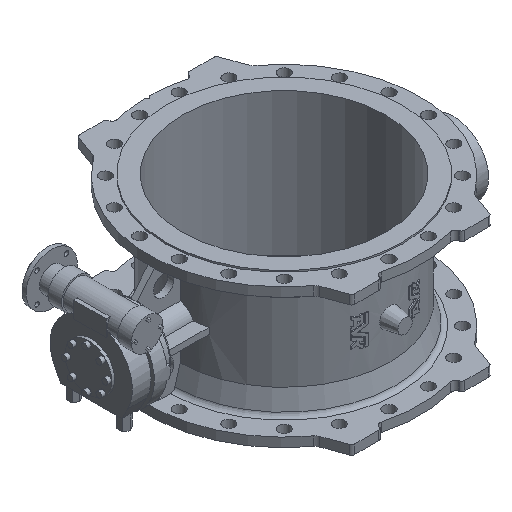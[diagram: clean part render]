
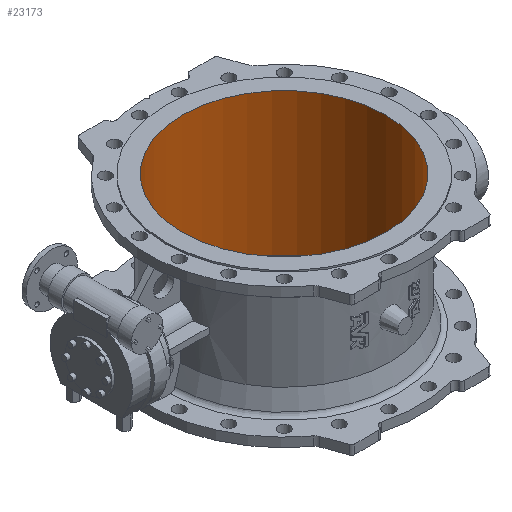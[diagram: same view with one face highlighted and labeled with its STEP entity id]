
A CAD part, isometric view. The second image highlights one B-rep face of the part: STEP entity #23173.
In plain terms, the highlighted cylindrical face has radius 250 mm (diameter 500 mm), a full revolution.
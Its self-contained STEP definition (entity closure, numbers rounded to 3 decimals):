
#3778 = FACE_OUTER_BOUND ( 'NONE', #9906, .T. ) ;
#3783 = FACE_OUTER_BOUND ( 'NONE', #9908, .T. ) ;
#3785 = CYLINDRICAL_SURFACE ( 'NONE', #5692, 250. ) ;
#5692 = AXIS2_PLACEMENT_3D ( 'NONE', #8417, #8414, #8413 ) ;
#6065 = AXIS2_PLACEMENT_3D ( 'NONE', #17232, #17233, #17234 ) ;
#6067 = AXIS2_PLACEMENT_3D ( 'NONE', #17238, #17239, #17240 ) ;
#8413 = DIRECTION ( 'NONE',  ( 1., 0., 0. ) ) ;
#8414 = DIRECTION ( 'NONE',  ( 0., 0., -1. ) ) ;
#8417 = CARTESIAN_POINT ( 'NONE',  ( 0., 0., 175. ) ) ;
#9801 = ORIENTED_EDGE ( 'NONE', *, *, #25206, .T. ) ;
#9802 = ORIENTED_EDGE ( 'NONE', *, *, #25208, .F. ) ;
#9906 = EDGE_LOOP ( 'NONE', ( #9801 ) ) ;
#9908 = EDGE_LOOP ( 'NONE', ( #9802 ) ) ;
#12941 = CIRCLE ( 'NONE', #6065, 250. ) ;
#12943 = CIRCLE ( 'NONE', #6067, 250. ) ;
#13412 = VERTEX_POINT ( 'NONE', #20573 ) ;
#13415 = VERTEX_POINT ( 'NONE', #20575 ) ;
#17232 = CARTESIAN_POINT ( 'NONE',  ( 0., 0., -175. ) ) ;
#17233 = DIRECTION ( 'NONE',  ( 0., 0., -1. ) ) ;
#17234 = DIRECTION ( 'NONE',  ( -1., 0., 0. ) ) ;
#17238 = CARTESIAN_POINT ( 'NONE',  ( 0., 0., 175. ) ) ;
#17239 = DIRECTION ( 'NONE',  ( 0., 0., -1. ) ) ;
#17240 = DIRECTION ( 'NONE',  ( -1., 0., 0. ) ) ;
#20573 = CARTESIAN_POINT ( 'NONE',  ( -250., 0., -175. ) ) ;
#20575 = CARTESIAN_POINT ( 'NONE',  ( -250., 0., 175. ) ) ;
#23173 = ADVANCED_FACE ( 'NONE', ( #3778, #3783 ), #3785, .F. ) ;
#25206 = EDGE_CURVE ( 'NONE', #13412, #13412, #12941, .T. ) ;
#25208 = EDGE_CURVE ( 'NONE', #13415, #13415, #12943, .T. ) ;
